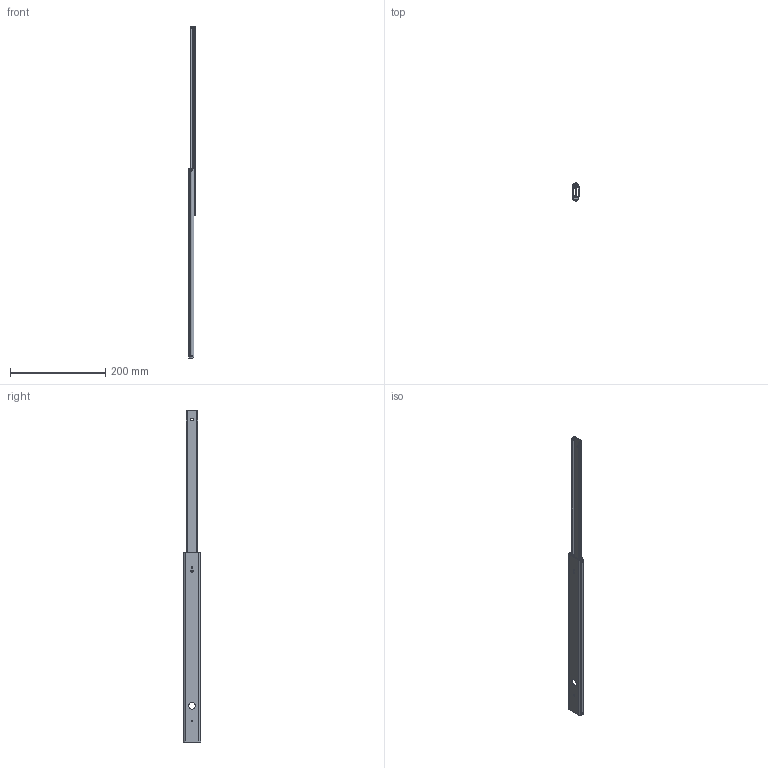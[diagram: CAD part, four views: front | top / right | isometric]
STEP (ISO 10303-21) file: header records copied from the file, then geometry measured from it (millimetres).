
FILE_DESCRIPTION(/* description */ ('Teilauszug Serie 012 398x298'),/* implementation_level */ '2;1');
FILE_NAME(/* name */ '07000052003.stp',/* time_stamp */ '2020-06-18T08:42:49+02:00',/* author */ ('Dennis Bruder'),/* organization */ (''),/* preprocessor_version */ 'ST-DEVELOPER v18',/* originating_system */ 'Autodesk Inventor 2020',/* authorisation */ '');
FILE_SCHEMA (('AUTOMOTIVE_DESIGN { 1 0 10303 214 3 1 1 }'));
Length unit declared in the file: millimetre
Products named in the file (1): 07000052003
Bounding box: 13 x 37.5 x 696 mm (x, y, z)
Volume: 68249.1 mm3; surface area: 83409.3 mm2
Topology: 15 solids, 15 shells, 149 faces, 405 edges, 276 vertices
Faces by surface type: cylinder 63, plane 58, sphere 28
Full cylindrical faces by diameter (mm): 3.65 x2, 4.7 x1, 5.1 x3, 6.4 x12, 14 x1
Entity records: 6992 total; most frequent: CARTESIAN_POINT 2991, ORIENTED_EDGE 762, DIRECTION 749, EDGE_CURVE 381, VERTEX_POINT 276, AXIS2_PLACEMENT_3D 268, LINE 213, VECTOR 213
